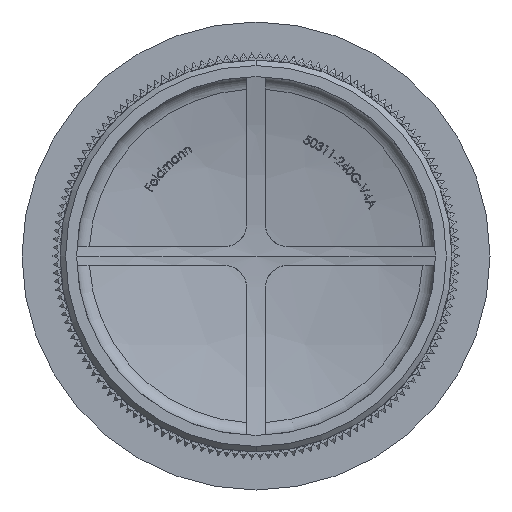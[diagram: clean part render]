
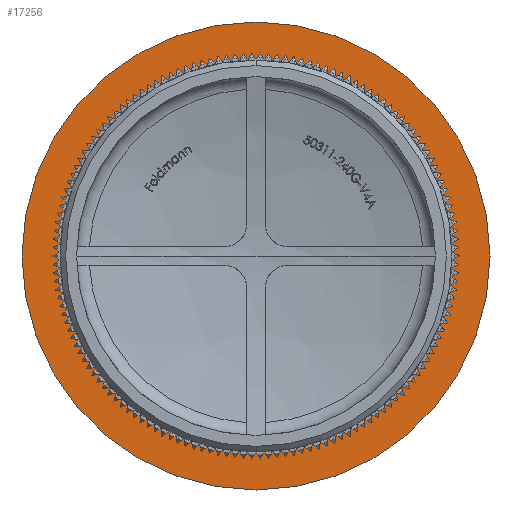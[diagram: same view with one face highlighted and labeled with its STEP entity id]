
A CAD part, front view. The second image highlights one B-rep face of the part: STEP entity #17256.
In plain terms, the highlighted planar face has unit normal (0, -1, 0).
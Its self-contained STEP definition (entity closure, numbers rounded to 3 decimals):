
#347 = CIRCLE ( 'NONE', #34391, 17.75 ) ;
#1177 = CARTESIAN_POINT ( 'NONE',  ( 0., 12.5, -21.2 ) ) ;
#1806 = AXIS2_PLACEMENT_3D ( 'NONE', #15112, #11703, #25563 ) ;
#3303 = DIRECTION ( 'NONE',  ( 0., -1., 0. ) ) ;
#3331 = CARTESIAN_POINT ( 'NONE',  ( 0., 12.5, 0. ) ) ;
#4967 = FACE_OUTER_BOUND ( 'NONE', #10469, .T. ) ;
#5671 = CARTESIAN_POINT ( 'NONE',  ( 21.2, 12.5, 0. ) ) ;
#6185 = DIRECTION ( 'NONE',  ( 0., 0., -1. ) ) ;
#6234 = EDGE_CURVE ( 'NONE', #43184, #12879, #29389, .T. ) ;
#6796 = CARTESIAN_POINT ( 'NONE',  ( 0., 12.5, -17.75 ) ) ;
#7147 = AXIS2_PLACEMENT_3D ( 'NONE', #3331, #17016, #27650 ) ;
#10469 = EDGE_LOOP ( 'NONE', ( #24023, #12921 ) ) ;
#11703 = DIRECTION ( 'NONE',  ( 0., -1., 0. ) ) ;
#12177 = AXIS2_PLACEMENT_3D ( 'NONE', #5671, #29952, #16043 ) ;
#12673 = ORIENTED_EDGE ( 'NONE', *, *, #33469, .F. ) ;
#12879 = VERTEX_POINT ( 'NONE', #30626 ) ;
#12921 = ORIENTED_EDGE ( 'NONE', *, *, #34102, .T. ) ;
#15112 = CARTESIAN_POINT ( 'NONE',  ( 0., 12.5, 0. ) ) ;
#15790 = CIRCLE ( 'NONE', #1806, 21.2 ) ;
#16043 = DIRECTION ( 'NONE',  ( 0., 0., -1. ) ) ;
#16839 = CARTESIAN_POINT ( 'NONE',  ( 0., 12.5, 0. ) ) ;
#17016 = DIRECTION ( 'NONE',  ( 0., -1., 0. ) ) ;
#17256 = ADVANCED_FACE ( 'NONE', ( #20755, #4967 ), #40464, .T. ) ;
#18547 = AXIS2_PLACEMENT_3D ( 'NONE', #28035, #22119, #32084 ) ;
#19063 = VERTEX_POINT ( 'NONE', #24507 ) ;
#20755 = FACE_BOUND ( 'NONE', #21824, .T. ) ;
#20949 = CIRCLE ( 'NONE', #18547, 21.2 ) ;
#21824 = EDGE_LOOP ( 'NONE', ( #42466, #12673 ) ) ;
#22119 = DIRECTION ( 'NONE',  ( 0., -1., 0. ) ) ;
#23376 = VERTEX_POINT ( 'NONE', #1177 ) ;
#24023 = ORIENTED_EDGE ( 'NONE', *, *, #41825, .T. ) ;
#24507 = CARTESIAN_POINT ( 'NONE',  ( 0., 12.5, 21.2 ) ) ;
#25563 = DIRECTION ( 'NONE',  ( 0., 0., -1. ) ) ;
#27650 = DIRECTION ( 'NONE',  ( 0., 0., -1. ) ) ;
#28035 = CARTESIAN_POINT ( 'NONE',  ( 0., 12.5, 0. ) ) ;
#29389 = CIRCLE ( 'NONE', #7147, 17.75 ) ;
#29952 = DIRECTION ( 'NONE',  ( 0., -1., 0. ) ) ;
#30626 = CARTESIAN_POINT ( 'NONE',  ( 0., 12.5, 17.75 ) ) ;
#32084 = DIRECTION ( 'NONE',  ( 0., 0., -1. ) ) ;
#33469 = EDGE_CURVE ( 'NONE', #12879, #43184, #347, .T. ) ;
#34102 = EDGE_CURVE ( 'NONE', #19063, #23376, #20949, .T. ) ;
#34391 = AXIS2_PLACEMENT_3D ( 'NONE', #16839, #3303, #6185 ) ;
#40464 = PLANE ( 'NONE',  #12177 ) ;
#41825 = EDGE_CURVE ( 'NONE', #23376, #19063, #15790, .T. ) ;
#42466 = ORIENTED_EDGE ( 'NONE', *, *, #6234, .F. ) ;
#43184 = VERTEX_POINT ( 'NONE', #6796 ) ;
